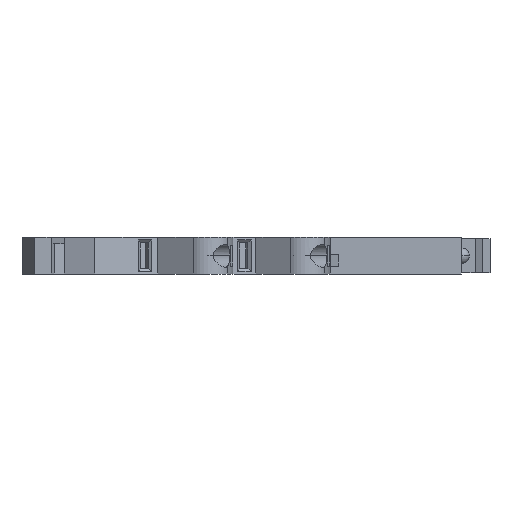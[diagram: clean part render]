
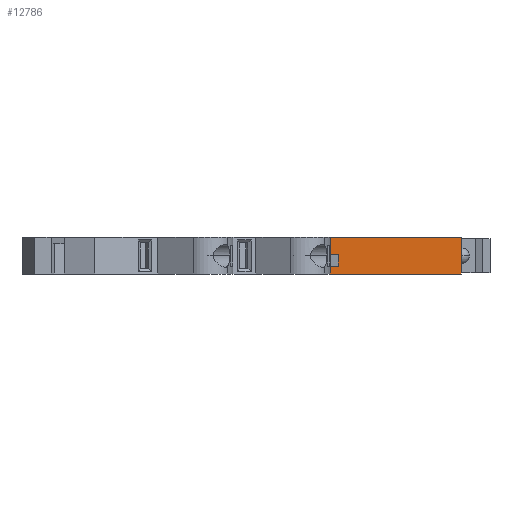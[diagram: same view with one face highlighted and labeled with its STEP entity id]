
A CAD part, front view. The second image highlights one B-rep face of the part: STEP entity #12786.
In plain terms, the highlighted planar face has unit normal (0, -1, 0).
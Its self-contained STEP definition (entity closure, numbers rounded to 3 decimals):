
#4 = CARTESIAN_POINT ( 'NONE',  ( 51.4, -69.3, 3.2 ) ) ;
#259 = DIRECTION ( 'NONE',  ( 0., 0., -1. ) ) ;
#748 = VECTOR ( 'NONE', #1886, 1000. ) ;
#768 = DIRECTION ( 'NONE',  ( 0., 1., 0. ) ) ;
#823 = CARTESIAN_POINT ( 'NONE',  ( 74.355, -69.3, 3.2 ) ) ;
#1218 = CARTESIAN_POINT ( 'NONE',  ( 0., -69.3, 0.175 ) ) ;
#1587 = VERTEX_POINT ( 'NONE', #2241 ) ;
#1709 = LINE ( 'NONE', #13781, #748 ) ;
#1886 = DIRECTION ( 'NONE',  ( 0., 0., -1. ) ) ;
#2082 = CARTESIAN_POINT ( 'NONE',  ( 51.4, -69.3, 0.175 ) ) ;
#2238 = ORIENTED_EDGE ( 'NONE', *, *, #15171, .T. ) ;
#2241 = CARTESIAN_POINT ( 'NONE',  ( 51.4, -69.3, 3.2 ) ) ;
#2413 = LINE ( 'NONE', #15960, #17010 ) ;
#2612 = LINE ( 'NONE', #12373, #10155 ) ;
#2877 = DIRECTION ( 'NONE',  ( -1., 0., 0. ) ) ;
#2975 = CARTESIAN_POINT ( 'NONE',  ( 52.789, -69.3, -1.825 ) ) ;
#3961 = EDGE_CURVE ( 'NONE', #16033, #6031, #8759, .T. ) ;
#4028 = CARTESIAN_POINT ( 'NONE',  ( 52.789, -69.3, 3.2 ) ) ;
#4291 = VERTEX_POINT ( 'NONE', #10619 ) ;
#4751 = CARTESIAN_POINT ( 'NONE',  ( 0., -69.3, 3.2 ) ) ;
#4782 = EDGE_CURVE ( 'NONE', #14012, #4291, #11034, .T. ) ;
#4846 = VERTEX_POINT ( 'NONE', #9785 ) ;
#5090 = EDGE_CURVE ( 'NONE', #4291, #6031, #2413, .T. ) ;
#6031 = VERTEX_POINT ( 'NONE', #14098 ) ;
#6230 = EDGE_CURVE ( 'NONE', #17321, #14012, #16889, .T. ) ;
#6375 = ORIENTED_EDGE ( 'NONE', *, *, #6230, .T. ) ;
#6391 = ORIENTED_EDGE ( 'NONE', *, *, #7520, .F. ) ;
#6606 = ORIENTED_EDGE ( 'NONE', *, *, #9809, .T. ) ;
#6659 = DIRECTION ( 'NONE',  ( 0., 0., -1. ) ) ;
#6678 = DIRECTION ( 'NONE',  ( 1., 0., 0. ) ) ;
#6774 = VECTOR ( 'NONE', #8589, 1000. ) ;
#7145 = ORIENTED_EDGE ( 'NONE', *, *, #5090, .T. ) ;
#7251 = DIRECTION ( 'NONE',  ( 0., 0., -1. ) ) ;
#7520 = EDGE_CURVE ( 'NONE', #1587, #16033, #2612, .T. ) ;
#7551 = EDGE_CURVE ( 'NONE', #17153, #4846, #13282, .T. ) ;
#7627 = CARTESIAN_POINT ( 'NONE',  ( 51.4, -69.3, -1.825 ) ) ;
#8203 = EDGE_LOOP ( 'NONE', ( #6606, #6375, #15687, #7145, #12764, #6391, #2238, #13981 ) ) ;
#8589 = DIRECTION ( 'NONE',  ( 1., 0., 0. ) ) ;
#8759 = LINE ( 'NONE', #823, #14465 ) ;
#9785 = CARTESIAN_POINT ( 'NONE',  ( 52.789, -69.3, 0.175 ) ) ;
#9809 = EDGE_CURVE ( 'NONE', #4846, #17321, #16230, .T. ) ;
#10114 = PLANE ( 'NONE',  #14319 ) ;
#10155 = VECTOR ( 'NONE', #6678, 1000. ) ;
#10227 = CARTESIAN_POINT ( 'NONE',  ( 0., -69.3, -1.825 ) ) ;
#10619 = CARTESIAN_POINT ( 'NONE',  ( 51.4, -69.3, -3.2 ) ) ;
#11034 = LINE ( 'NONE', #4, #15316 ) ;
#11626 = CARTESIAN_POINT ( 'NONE',  ( 74.355, -69.3, 3.2 ) ) ;
#12119 = VECTOR ( 'NONE', #6659, 1000. ) ;
#12373 = CARTESIAN_POINT ( 'NONE',  ( 0., -69.3, 3.2 ) ) ;
#12764 = ORIENTED_EDGE ( 'NONE', *, *, #3961, .F. ) ;
#12786 = ADVANCED_FACE ( 'NONE', ( #13903 ), #10114, .F. ) ;
#13282 = LINE ( 'NONE', #1218, #6774 ) ;
#13781 = CARTESIAN_POINT ( 'NONE',  ( 51.4, -69.3, 3.2 ) ) ;
#13903 = FACE_OUTER_BOUND ( 'NONE', #8203, .T. ) ;
#13981 = ORIENTED_EDGE ( 'NONE', *, *, #7551, .T. ) ;
#14012 = VERTEX_POINT ( 'NONE', #7627 ) ;
#14098 = CARTESIAN_POINT ( 'NONE',  ( 74.355, -69.3, -3.2 ) ) ;
#14319 = AXIS2_PLACEMENT_3D ( 'NONE', #4751, #768, #15376 ) ;
#14465 = VECTOR ( 'NONE', #7251, 1000. ) ;
#14833 = DIRECTION ( 'NONE',  ( 1., 0., 0. ) ) ;
#15171 = EDGE_CURVE ( 'NONE', #1587, #17153, #1709, .T. ) ;
#15316 = VECTOR ( 'NONE', #259, 1000. ) ;
#15376 = DIRECTION ( 'NONE',  ( 0., 0., 1. ) ) ;
#15687 = ORIENTED_EDGE ( 'NONE', *, *, #4782, .T. ) ;
#15960 = CARTESIAN_POINT ( 'NONE',  ( 0., -69.3, -3.2 ) ) ;
#16033 = VERTEX_POINT ( 'NONE', #11626 ) ;
#16230 = LINE ( 'NONE', #4028, #12119 ) ;
#16290 = VECTOR ( 'NONE', #2877, 1000. ) ;
#16889 = LINE ( 'NONE', #10227, #16290 ) ;
#17010 = VECTOR ( 'NONE', #14833, 1000. ) ;
#17153 = VERTEX_POINT ( 'NONE', #2082 ) ;
#17321 = VERTEX_POINT ( 'NONE', #2975 ) ;
